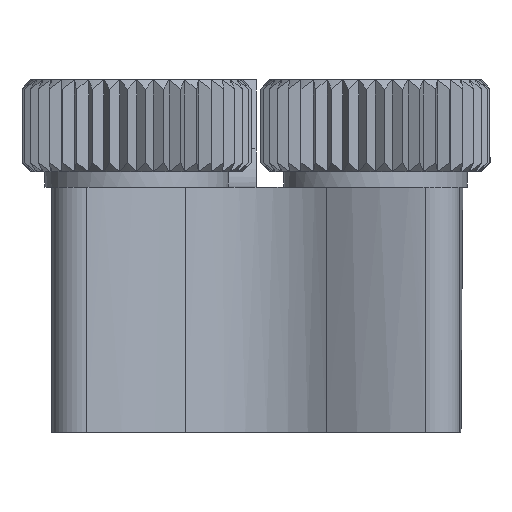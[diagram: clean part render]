
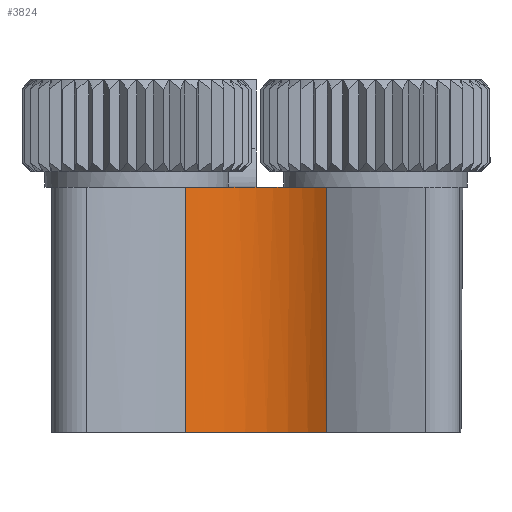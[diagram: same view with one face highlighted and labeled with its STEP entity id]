
A CAD part, left-side view. The second image highlights one B-rep face of the part: STEP entity #3824.
In plain terms, the highlighted cylindrical face has radius 8 mm (diameter 16 mm), a partial arc.
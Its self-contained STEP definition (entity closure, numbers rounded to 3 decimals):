
#154=CYLINDRICAL_SURFACE('',#4423,8.);
#339=CIRCLE('',#4351,8.);
#349=CIRCLE('',#4366,8.);
#357=CIRCLE('',#4376,8.);
#379=CIRCLE('',#4424,8.);
#717=FACE_OUTER_BOUND('',#987,.T.);
#987=EDGE_LOOP('',(#3424,#3425,#3426,#3427,#3428,#3429));
#1154=LINE('',#7049,#1319);
#1155=LINE('',#7052,#1320);
#1319=VECTOR('',#5548,10.);
#1320=VECTOR('',#5551,10.);
#1745=VERTEX_POINT('',#6880);
#1746=VERTEX_POINT('',#6882);
#1753=VERTEX_POINT('',#6906);
#1761=VERTEX_POINT('',#6925);
#1795=VERTEX_POINT('',#7048);
#1796=VERTEX_POINT('',#7050);
#2270=EDGE_CURVE('',#1745,#1746,#339,.T.);
#2282=EDGE_CURVE('',#1746,#1753,#349,.T.);
#2293=EDGE_CURVE('',#1753,#1761,#357,.T.);
#2344=EDGE_CURVE('',#1745,#1795,#1154,.T.);
#2345=EDGE_CURVE('',#1795,#1796,#379,.T.);
#2346=EDGE_CURVE('',#1761,#1796,#1155,.T.);
#3424=ORIENTED_EDGE('',*,*,#2270,.F.);
#3425=ORIENTED_EDGE('',*,*,#2344,.T.);
#3426=ORIENTED_EDGE('',*,*,#2345,.T.);
#3427=ORIENTED_EDGE('',*,*,#2346,.F.);
#3428=ORIENTED_EDGE('',*,*,#2293,.F.);
#3429=ORIENTED_EDGE('',*,*,#2282,.F.);
#3824=ADVANCED_FACE('',(#717),#154,.F.);
#4351=AXIS2_PLACEMENT_3D('',#6883,#5372,#5373);
#4366=AXIS2_PLACEMENT_3D('',#6907,#5404,#5405);
#4376=AXIS2_PLACEMENT_3D('',#6929,#5427,#5428);
#4423=AXIS2_PLACEMENT_3D('',#7047,#5546,#5547);
#4424=AXIS2_PLACEMENT_3D('',#7051,#5549,#5550);
#5372=DIRECTION('center_axis',(0.,0.,1.));
#5373=DIRECTION('ref_axis',(-0.821,0.572,0.));
#5404=DIRECTION('center_axis',(0.,0.,1.));
#5405=DIRECTION('ref_axis',(-0.821,0.572,0.));
#5427=DIRECTION('center_axis',(0.,0.,1.));
#5428=DIRECTION('ref_axis',(-0.821,0.572,0.));
#5546=DIRECTION('center_axis',(0.,0.,-1.));
#5547=DIRECTION('ref_axis',(-0.821,0.572,0.));
#5548=DIRECTION('',(0.,0.,1.));
#5549=DIRECTION('center_axis',(0.,0.,1.));
#5550=DIRECTION('ref_axis',(-0.821,0.572,0.));
#5551=DIRECTION('',(0.,0.,1.));
#6880=CARTESIAN_POINT('',(-99.436,5.427,7.));
#6882=CARTESIAN_POINT('',(-98.303,7.819,7.));
#6883=CARTESIAN_POINT('Origin',(-106.,10.,7.));
#6906=CARTESIAN_POINT('',(-98.303,12.181,7.));
#6907=CARTESIAN_POINT('Origin',(-106.,10.,7.));
#6925=CARTESIAN_POINT('',(-99.436,14.573,7.));
#6929=CARTESIAN_POINT('Origin',(-106.,10.,7.));
#7047=CARTESIAN_POINT('Origin',(-106.,10.,0.));
#7048=CARTESIAN_POINT('',(-99.436,5.427,23.));
#7049=CARTESIAN_POINT('',(-99.436,5.427,0.));
#7050=CARTESIAN_POINT('',(-99.436,14.573,23.));
#7051=CARTESIAN_POINT('Origin',(-106.,10.,23.));
#7052=CARTESIAN_POINT('',(-99.436,14.573,0.));
